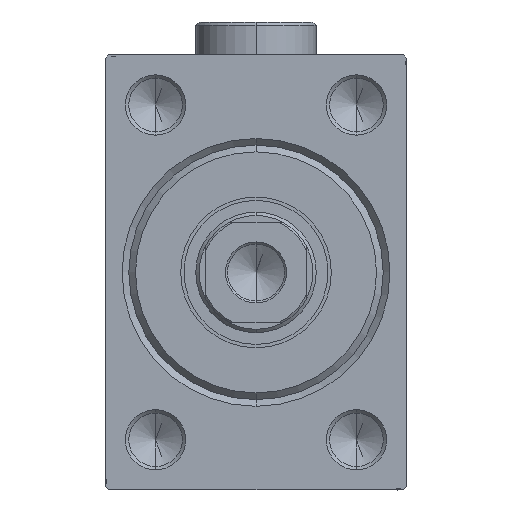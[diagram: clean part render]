
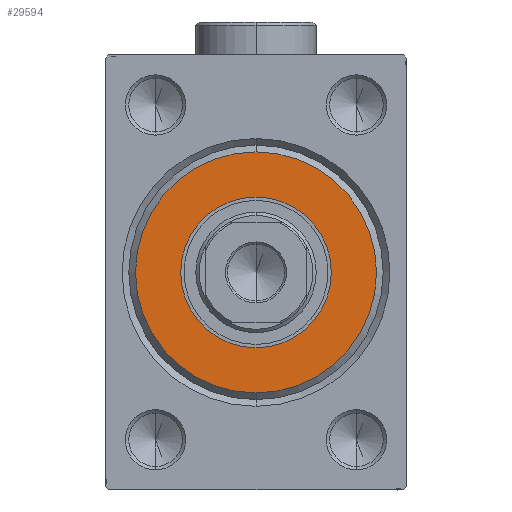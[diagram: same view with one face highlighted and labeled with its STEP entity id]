
A CAD part, left-side view. The second image highlights one B-rep face of the part: STEP entity #29594.
In plain terms, the highlighted face is planar.
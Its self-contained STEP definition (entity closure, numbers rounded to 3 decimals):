
#4191 = EDGE_CURVE ( 'NONE', #8492, #9932, #8657, .T. ) ;
#4411 = AXIS2_PLACEMENT_3D ( 'NONE', #41183, #23862, #37930 ) ;
#4932 = ORIENTED_EDGE ( 'NONE', *, *, #12345, .T. ) ;
#5234 = DIRECTION ( 'NONE',  ( 1., 0., 0. ) ) ;
#8492 = VERTEX_POINT ( 'NONE', #10964 ) ;
#8657 = CIRCLE ( 'NONE', #33641, 11.25 ) ;
#9211 = AXIS2_PLACEMENT_3D ( 'NONE', #33549, #44399, #16288 ) ;
#9932 = VERTEX_POINT ( 'NONE', #40375 ) ;
#10964 = CARTESIAN_POINT ( 'NONE',  ( 3., 0., 11.25 ) ) ;
#11242 = DIRECTION ( 'NONE',  ( 1., 0., 0. ) ) ;
#11488 = AXIS2_PLACEMENT_3D ( 'NONE', #36776, #5234, #33086 ) ;
#11651 = VERTEX_POINT ( 'NONE', #27761 ) ;
#12345 = EDGE_CURVE ( 'NONE', #29686, #11651, #42400, .T. ) ;
#12929 = CIRCLE ( 'NONE', #23229, 11.25 ) ;
#13086 = FACE_BOUND ( 'NONE', #24700, .T. ) ;
#14723 = EDGE_CURVE ( 'NONE', #11651, #29686, #26900, .T. ) ;
#14737 = EDGE_CURVE ( 'NONE', #9932, #8492, #12929, .T. ) ;
#16288 = DIRECTION ( 'NONE',  ( 0., 0., -1. ) ) ;
#19580 = ORIENTED_EDGE ( 'NONE', *, *, #4191, .F. ) ;
#21577 = CARTESIAN_POINT ( 'NONE',  ( 3., 0., -18. ) ) ;
#21815 = DIRECTION ( 'NONE',  ( 0., 0., -1. ) ) ;
#23229 = AXIS2_PLACEMENT_3D ( 'NONE', #43700, #11242, #21815 ) ;
#23862 = DIRECTION ( 'NONE',  ( 1., 0., 0. ) ) ;
#24587 = DIRECTION ( 'NONE',  ( 1., 0., 0. ) ) ;
#24700 = EDGE_LOOP ( 'NONE', ( #29237, #19580 ) ) ;
#26900 = CIRCLE ( 'NONE', #11488, 18. ) ;
#27761 = CARTESIAN_POINT ( 'NONE',  ( 3., 0., 18. ) ) ;
#28143 = EDGE_LOOP ( 'NONE', ( #43695, #4932 ) ) ;
#29237 = ORIENTED_EDGE ( 'NONE', *, *, #14737, .F. ) ;
#29594 = ADVANCED_FACE ( 'NONE', ( #44646, #13086 ), #37037, .T. ) ;
#29686 = VERTEX_POINT ( 'NONE', #21577 ) ;
#33086 = DIRECTION ( 'NONE',  ( 0., 0., -1. ) ) ;
#33549 = CARTESIAN_POINT ( 'NONE',  ( 3., 0., 0. ) ) ;
#33641 = AXIS2_PLACEMENT_3D ( 'NONE', #42118, #24587, #38648 ) ;
#36776 = CARTESIAN_POINT ( 'NONE',  ( 3., 0., 0. ) ) ;
#37037 = PLANE ( 'NONE',  #4411 ) ;
#37930 = DIRECTION ( 'NONE',  ( 0., 0., -1. ) ) ;
#38648 = DIRECTION ( 'NONE',  ( 0., 0., -1. ) ) ;
#40375 = CARTESIAN_POINT ( 'NONE',  ( 3., 0., -11.25 ) ) ;
#41183 = CARTESIAN_POINT ( 'NONE',  ( 3., 0., 0. ) ) ;
#42118 = CARTESIAN_POINT ( 'NONE',  ( 3., 0., 0. ) ) ;
#42400 = CIRCLE ( 'NONE', #9211, 18. ) ;
#43695 = ORIENTED_EDGE ( 'NONE', *, *, #14723, .T. ) ;
#43700 = CARTESIAN_POINT ( 'NONE',  ( 3., 0., 0. ) ) ;
#44399 = DIRECTION ( 'NONE',  ( 1., 0., 0. ) ) ;
#44646 = FACE_OUTER_BOUND ( 'NONE', #28143, .T. ) ;
